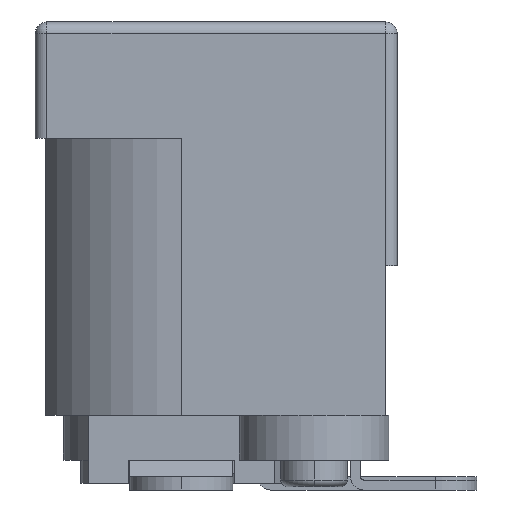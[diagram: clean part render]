
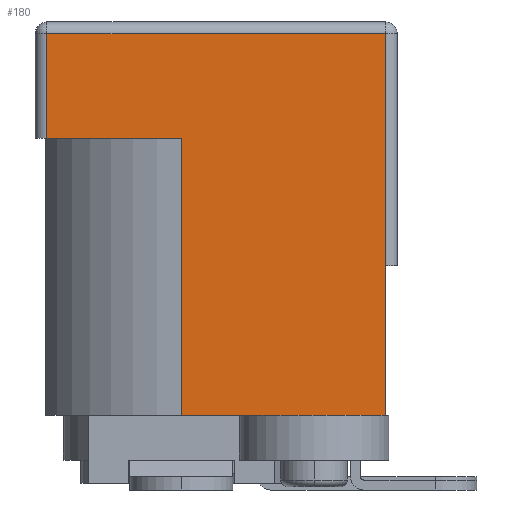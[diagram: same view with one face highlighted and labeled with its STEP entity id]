
A CAD part, left-side view. The second image highlights one B-rep face of the part: STEP entity #180.
In plain terms, the highlighted planar face has unit normal (-1, 0, 0).
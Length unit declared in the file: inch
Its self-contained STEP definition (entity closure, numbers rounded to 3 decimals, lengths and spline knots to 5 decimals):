
#65 = VECTOR ( 'NONE', #5153, 39.37008 ) ;
#117 = LINE ( 'NONE', #2186, #65 ) ;
#149 = FACE_OUTER_BOUND ( 'NONE', #3999, .T. ) ;
#180 = ADVANCED_FACE ( 'NONE', ( #149 ), #5570, .T. ) ;
#209 = VECTOR ( 'NONE', #2475, 39.37008 ) ;
#396 = LINE ( 'NONE', #3820, #3073 ) ;
#438 = EDGE_CURVE ( 'NONE', #606, #3368, #117, .T. ) ;
#573 = EDGE_CURVE ( 'NONE', #3304, #5334, #396, .T. ) ;
#574 = AXIS2_PLACEMENT_3D ( 'NONE', #5628, #2099, #3585 ) ;
#606 = VERTEX_POINT ( 'NONE', #2361 ) ;
#637 = CARTESIAN_POINT ( 'NONE',  ( -0.17717, 0., -0.46654 ) ) ;
#663 = LINE ( 'NONE', #4972, #2873 ) ;
#777 = CARTESIAN_POINT ( 'NONE',  ( -0.17717, 0., -0.1378 ) ) ;
#912 = EDGE_CURVE ( 'NONE', #1396, #1208, #663, .T. ) ;
#969 = CARTESIAN_POINT ( 'NONE',  ( -0.17717, -0.24213, -0.1378 ) ) ;
#1187 = VECTOR ( 'NONE', #4047, 39.37008 ) ;
#1208 = VERTEX_POINT ( 'NONE', #3409 ) ;
#1245 = ORIENTED_EDGE ( 'NONE', *, *, #6035, .T. ) ;
#1396 = VERTEX_POINT ( 'NONE', #3500 ) ;
#1820 = ORIENTED_EDGE ( 'NONE', *, *, #4212, .T. ) ;
#1878 = LINE ( 'NONE', #1951, #2548 ) ;
#1920 = DIRECTION ( 'NONE',  ( 0., 0., 1. ) ) ;
#1951 = CARTESIAN_POINT ( 'NONE',  ( -0.17717, -0.24213, -0.1378 ) ) ;
#2050 = LINE ( 'NONE', #637, #1187 ) ;
#2099 = DIRECTION ( 'NONE',  ( -1., 0., 0. ) ) ;
#2107 = VECTOR ( 'NONE', #1920, 39.37008 ) ;
#2111 = DIRECTION ( 'NONE',  ( 0., 1., 0. ) ) ;
#2186 = CARTESIAN_POINT ( 'NONE',  ( -0.17717, -0.24213, -0.46654 ) ) ;
#2361 = CARTESIAN_POINT ( 'NONE',  ( -0.17717, -0.24213, -0.46654 ) ) ;
#2475 = DIRECTION ( 'NONE',  ( 0., 0., 1. ) ) ;
#2548 = VECTOR ( 'NONE', #5248, 39.37008 ) ;
#2671 = VERTEX_POINT ( 'NONE', #4363 ) ;
#2873 = VECTOR ( 'NONE', #2111, 39.37008 ) ;
#3073 = VECTOR ( 'NONE', #5203, 39.37008 ) ;
#3117 = ORIENTED_EDGE ( 'NONE', *, *, #4718, .F. ) ;
#3192 = EDGE_CURVE ( 'NONE', #3304, #1208, #3438, .T. ) ;
#3304 = VERTEX_POINT ( 'NONE', #5547 ) ;
#3368 = VERTEX_POINT ( 'NONE', #3836 ) ;
#3409 = CARTESIAN_POINT ( 'NONE',  ( -0.17717, 0.15945, -0.01378 ) ) ;
#3438 = LINE ( 'NONE', #6355, #2107 ) ;
#3464 = ORIENTED_EDGE ( 'NONE', *, *, #912, .T. ) ;
#3500 = CARTESIAN_POINT ( 'NONE',  ( -0.17717, -0.24213, -0.01378 ) ) ;
#3585 = DIRECTION ( 'NONE',  ( 0., -1., 0. ) ) ;
#3820 = CARTESIAN_POINT ( 'NONE',  ( -0.17717, 0.15945, -0.1378 ) ) ;
#3836 = CARTESIAN_POINT ( 'NONE',  ( -0.17717, 0., -0.46654 ) ) ;
#3999 = EDGE_LOOP ( 'NONE', ( #1820, #1245, #3464, #5352, #4397, #3117, #5997 ) ) ;
#4047 = DIRECTION ( 'NONE',  ( 0., 0., 1. ) ) ;
#4212 = EDGE_CURVE ( 'NONE', #606, #2671, #1878, .T. ) ;
#4363 = CARTESIAN_POINT ( 'NONE',  ( -0.17717, -0.24213, -0.28937 ) ) ;
#4397 = ORIENTED_EDGE ( 'NONE', *, *, #573, .T. ) ;
#4718 = EDGE_CURVE ( 'NONE', #3368, #5334, #2050, .T. ) ;
#4972 = CARTESIAN_POINT ( 'NONE',  ( -0.17717, 0.15945, -0.01378 ) ) ;
#5153 = DIRECTION ( 'NONE',  ( 0., 1., 0. ) ) ;
#5203 = DIRECTION ( 'NONE',  ( 0., -1., 0. ) ) ;
#5248 = DIRECTION ( 'NONE',  ( 0., 0., 1. ) ) ;
#5333 = LINE ( 'NONE', #969, #209 ) ;
#5334 = VERTEX_POINT ( 'NONE', #777 ) ;
#5352 = ORIENTED_EDGE ( 'NONE', *, *, #3192, .F. ) ;
#5547 = CARTESIAN_POINT ( 'NONE',  ( -0.17717, 0.15945, -0.1378 ) ) ;
#5570 = PLANE ( 'NONE',  #574 ) ;
#5628 = CARTESIAN_POINT ( 'NONE',  ( -0.17717, 0.15945, -0.1378 ) ) ;
#5997 = ORIENTED_EDGE ( 'NONE', *, *, #438, .F. ) ;
#6035 = EDGE_CURVE ( 'NONE', #2671, #1396, #5333, .T. ) ;
#6355 = CARTESIAN_POINT ( 'NONE',  ( -0.17717, 0.15945, -0.1378 ) ) ;
